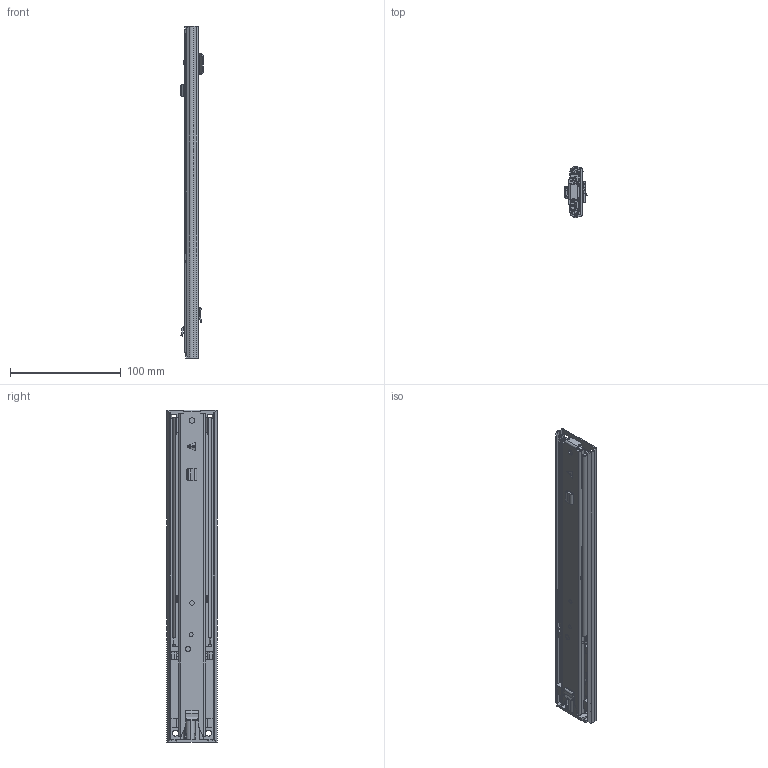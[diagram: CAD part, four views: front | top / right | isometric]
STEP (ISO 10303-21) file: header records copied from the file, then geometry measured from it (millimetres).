
FILE_DESCRIPTION (( 'STEP AP214' ), '1' );
FILE_NAME ('FR_5001_SMT.0300mm_12inch_0,9_ECD_closed_reight.STEP', '2022-10-18T12:09:56', ( '' ), ( '' ), 'SwSTEP 2.0', 'SolidWorks 2020', '' );
FILE_SCHEMA (( 'AUTOMOTIVE_DESIGN' ));
Length unit declared in the file: millimetre
Products named in the file (17): 5001 Damper_Damper Retracted; 5001.XXX-03.T104 RIGHT_NL  300; 5001.XXX-01.T104 RIGHT_NL  300 eingefahren; 5001.XXX-02.T104_NL  300; 5001 MIDDLE STOP NEW; 5001 Damper Base; FR_5001_SMT.0300mm_12inch_0,9_ECD_closed_reight; FR5001 TRIGGER; 5001.XXX-01.T104 RIGHT_NL  300; FR5001 ECD SLIDER; FR5001 ECD; FR5001 ECD CATCH; 5001 Damper Rod; 5000 RIVET; 5001 ECD_5001 ECD Closed
Assembly tree (17 placements, depth 5):
  FR_5001_SMT.0300mm_12inch_0,9_ECD_closed_reight
    5001.XXX-01.T104 RIGHT_NL  300 eingefahren
      5001.XXX-01.T104 RIGHT_NL  300
      5001 ECD_5001 ECD Closed
        FR5001 ECD
        FR5001 ECD SLIDER
        5001 Damper_Damper Retracted
          5001 Damper Base
          5001 Damper Rod
    5001.XXX-03.T104 RIGHT_NL  300
      5001.XXX-03.T104 RIGHT_NL  300
      FR5001 TRIGGER
      5000 RIVET  x2
      FR5001 ECD CATCH
    5001.XXX-02.T104_NL  300
      5001.XXX-02.T104_NL  300
      5001 MIDDLE STOP NEW
Bounding box: 20.19 x 45.7 x 300 mm (x, y, z)
Volume: 55415.9 mm3; surface area: 96541.3 mm2
Topology: 10 solids, 12 shells, 1056 faces, 2756 edges, 1712 vertices
Faces by surface type: plane 619, cylinder 370, bspline 61, torus 4, cone 2
Entity records: 34402 total; most frequent: CARTESIAN_POINT 8002, ORIENTED_EDGE 5490, DIRECTION 5311, EDGE_CURVE 2745, LINE 1811, VECTOR 1811, AXIS2_PLACEMENT_3D 1750, VERTEX_POINT 1705
